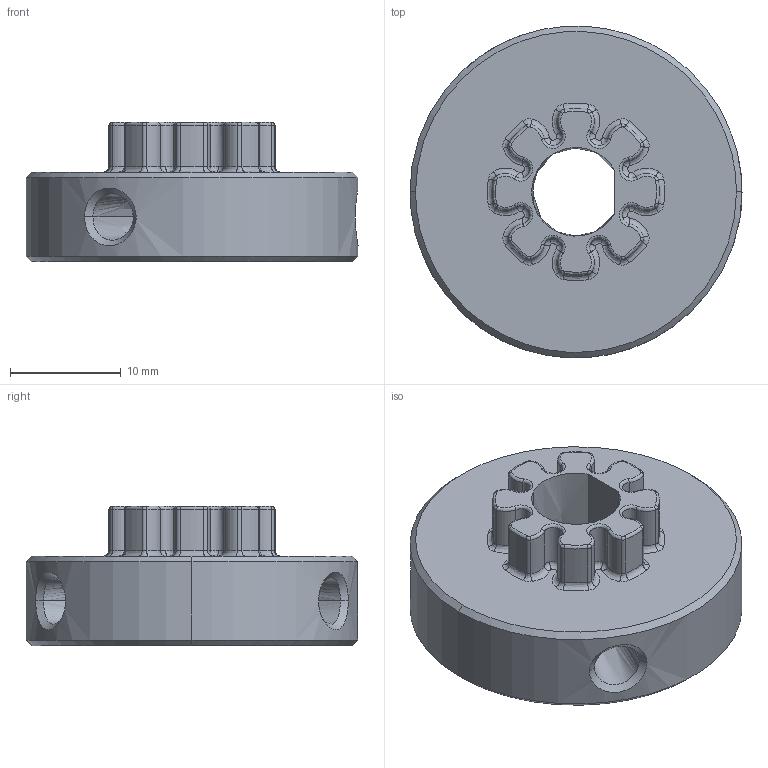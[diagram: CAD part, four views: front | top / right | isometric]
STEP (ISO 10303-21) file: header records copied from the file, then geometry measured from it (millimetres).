
FILE_DESCRIPTION(/* description */ (''),/* implementation_level */ '2;1');
FILE_NAME(/* name */ 'PINION~1',/* time_stamp */ '2019-04-07T15:33:50+02:00',/* author */ (''),/* organization */ (''),/* preprocessor_version */ 'ST-DEVELOPER v16.5',/* originating_system */ '',/* authorisation */ '');
FILE_SCHEMA (('AUTOMOTIVE_DESIGN'));
Length unit declared in the file: millimetre
Products named in the file (1): Document
Bounding box: 30 x 29.95 x 12.6 mm (x, y, z)
Volume: 5228.1 mm3; surface area: 3004.5 mm2
Topology: 1 solids, 1 shells, 193 faces, 465 edges, 273 vertices
Faces by surface type: bspline 190, plane 3
Entity records: 6768 total; most frequent: CARTESIAN_POINT 4408, ORIENTED_EDGE 930, EDGE_CURVE 465, VERTEX_POINT 273, EDGE_LOOP 200, ADVANCED_FACE 193, FACE_OUTER_BOUND 193, B_SPLINE_CURVE_WITH_KNOTS 52
